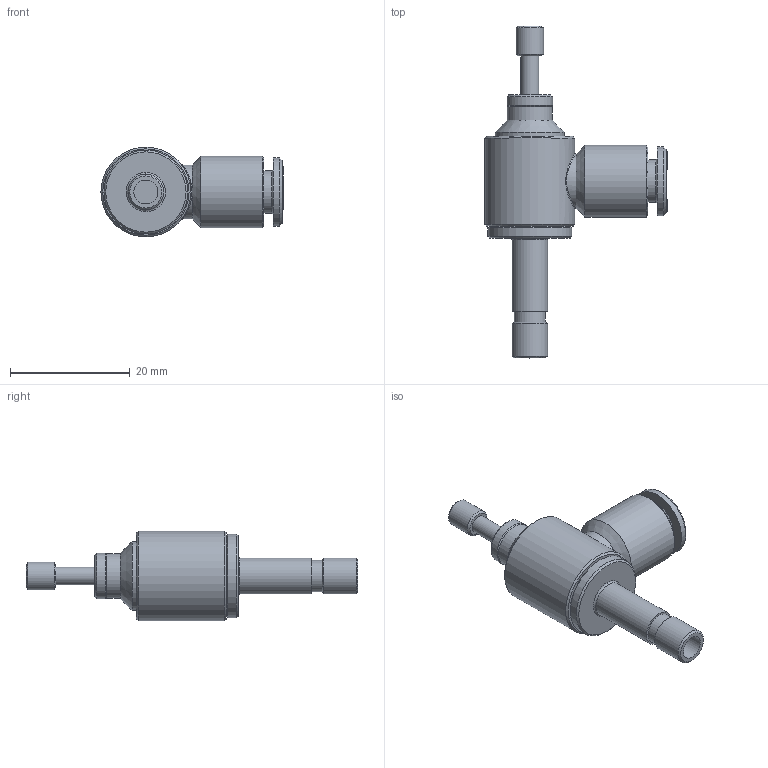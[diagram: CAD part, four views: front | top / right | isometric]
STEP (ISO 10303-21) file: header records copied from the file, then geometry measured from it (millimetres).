
FILE_DESCRIPTION(( 'MV.43.06.06C.stp' ), '1');
FILE_NAME( 'MV.43.06.06C.stp', '2019-06-20T08:18:38',( 'Sopra'),('sopra-pneumatic.com'), 'SwSTEP 2.0','SolidWorks 2009','' );
FILE_SCHEMA( ( 'CONFIG_CONTROL_DESIGN' ) );
Length unit declared in the file: millimetre
Products named in the file (2): 04330C30; NONE
Assembly tree (1 placements, depth 2):
  04330C30
    NONE
Bounding box: 30.4 x 55.4 x 15 mm (x, y, z)
Volume: 4836.3 mm3; surface area: 3142.8 mm2
Topology: 1 solids, 4 shells, 166 faces, 392 edges, 258 vertices
Faces by surface type: plane 81, bspline 47, cylinder 21, cone 17
Full cylindrical faces by diameter (mm): 3 x1, 4 x1, 4.6 x1, 5.2 x1, 5.95 x2, 6.15 x1, 7.1 x1, 7.5 x1, 7.6 x1, 11.5 x2, 12 x1, 14 x1, 15 x1
Entity records: 7306 total; most frequent: CARTESIAN_POINT 3885, ORIENTED_EDGE 698, DIRECTION 546, EDGE_CURVE 349, VERTEX_POINT 248, EDGE_LOOP 222, LINE 198, VECTOR 198
